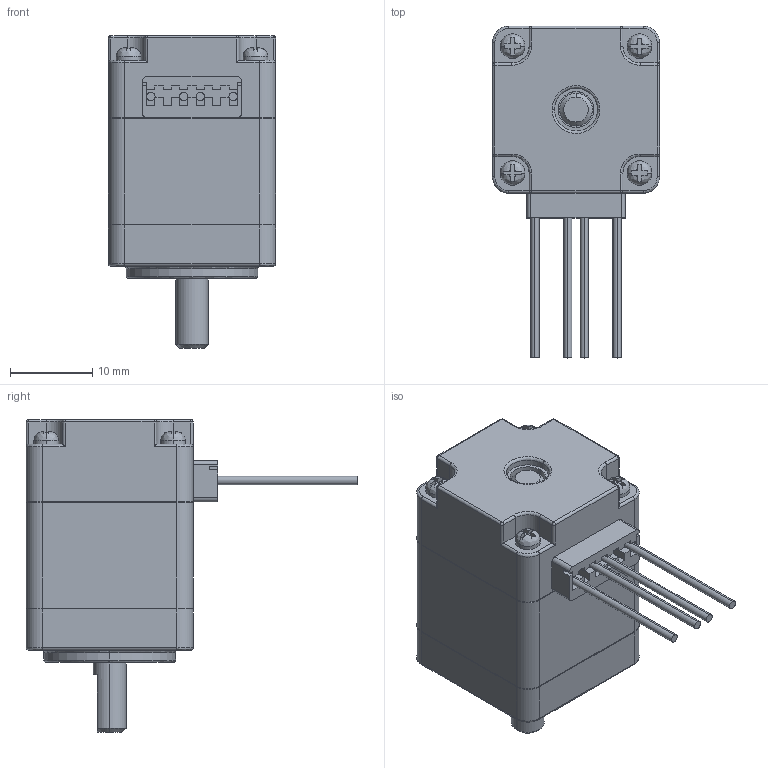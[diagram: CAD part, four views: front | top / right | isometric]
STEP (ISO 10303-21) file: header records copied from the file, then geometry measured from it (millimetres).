
FILE_DESCRIPTION (( 'STEP AP214' ), '1' );
FILE_NAME ('8HS11-0204S.STEP', '2018-03-05T04:33:16', ( '' ), ( '' ), 'SwSTEP 2.0', 'SolidWorks 2014', '' );
FILE_SCHEMA (( 'AUTOMOTIVE_DESIGN' ));
Length unit declared in the file: millimetre
Products named in the file (1): 8HS11-0204S
Bounding box: 20.3 x 40.3 x 38 mm (x, y, z)
Volume: 11779.4 mm3; surface area: 3842.8 mm2
Topology: 5 solids, 5 shells, 329 faces, 834 edges, 519 vertices
Faces by surface type: plane 182, cylinder 98, bspline 36, cone 13
Entity records: 14084 total; most frequent: CARTESIAN_POINT 2789, ORIENTED_EDGE 1636, DIRECTION 1501, EDGE_CURVE 818, VERTEX_POINT 519, LINE 511, VECTOR 511, AXIS2_PLACEMENT_3D 495
